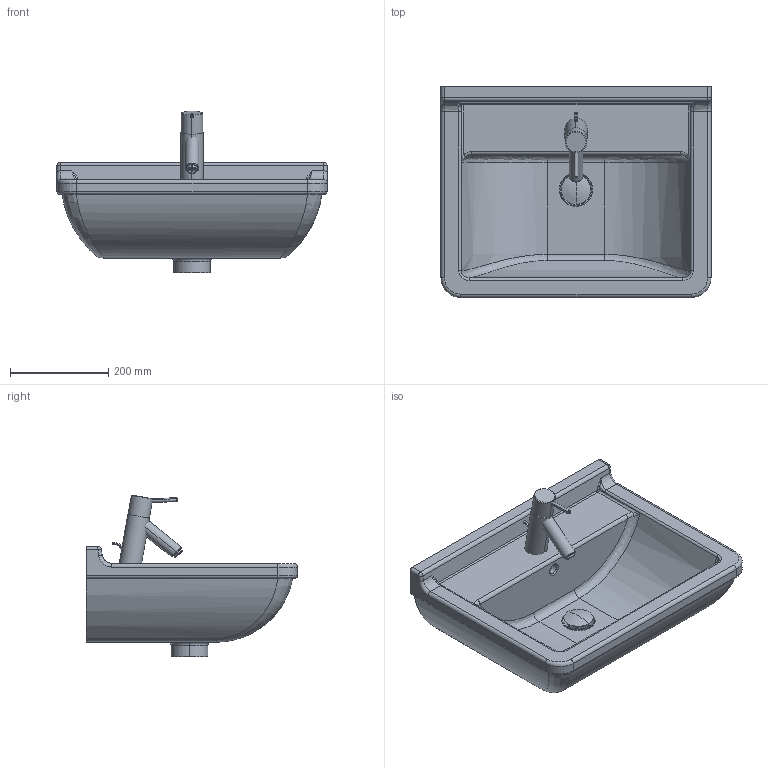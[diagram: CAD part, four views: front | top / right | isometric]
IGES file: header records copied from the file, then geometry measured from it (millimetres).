
Global section: file name: No Iges File Name specified; native system: AutoDesk Inventor R11.0; preprocessor: AutoDesk Inventor Iges Exporter R11.0; author: No Author specified; organization: No Organization specified; date: 20070711.212721; units: millimetre
Bounding box: 550 x 430 x 329.4 mm (x, y, z)
Volume: 15871783.1 mm3; surface area: 1010157.8 mm2
Topology: 8 solids, 8 shells, 204 faces, 475 edges, 283 vertices
Faces by surface type: cylinder 59, plane 51, revolution 31, bspline 29, torus 28, sphere 4, cone 2
